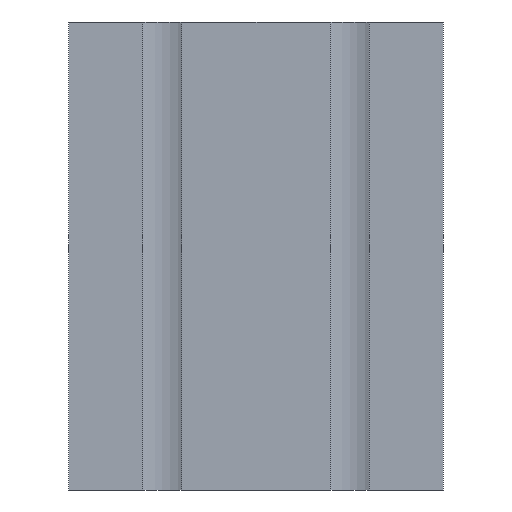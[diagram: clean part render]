
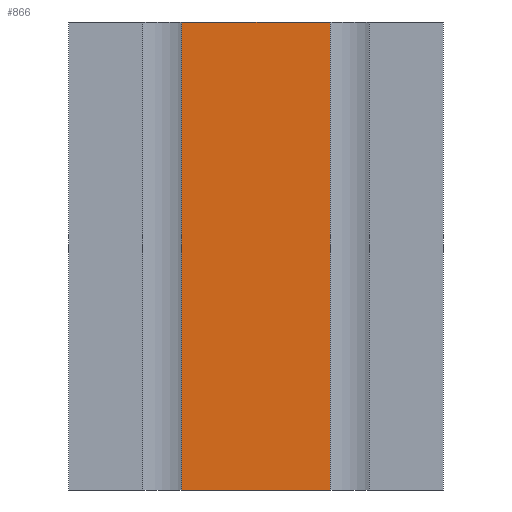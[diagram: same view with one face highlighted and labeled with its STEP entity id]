
A CAD part, front view. The second image highlights one B-rep face of the part: STEP entity #866.
In plain terms, the highlighted planar face has unit normal (0, -1, 0).
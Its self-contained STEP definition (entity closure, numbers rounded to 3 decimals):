
#810=CARTESIAN_POINT('',(59.519,4.335,100.0));
#811=VERTEX_POINT('',#810);
#818=CARTESIAN_POINT('',(59.519,4.335,0.0));
#819=VERTEX_POINT('',#818);
#820=CARTESIAN_POINT('',(59.519,4.335,0.0));
#821=DIRECTION('',(0.0,0.0,1.0));
#822=VECTOR('',#821,100.0);
#823=LINE('',#820,#822);
#824=EDGE_CURVE('',#819,#811,#823,.T.);
#836=CARTESIAN_POINT('',(59.519,4.335,0.0));
#837=DIRECTION('',(0.0,-1.0,0.0));
#838=DIRECTION('',(0.0,0.0,-1.0));
#839=AXIS2_PLACEMENT_3D('',#836,#837,#838);
#840=PLANE('',#839);
#841=CARTESIAN_POINT('',(27.819,4.335,100.0));
#842=VERTEX_POINT('',#841);
#843=CARTESIAN_POINT('',(59.519,4.335,100.0));
#844=DIRECTION('',(-1.0,0.0,0.0));
#845=VECTOR('',#844,31.7);
#846=LINE('',#843,#845);
#847=EDGE_CURVE('',#811,#842,#846,.T.);
#848=ORIENTED_EDGE('',*,*,#847,.T.);
#849=CARTESIAN_POINT('',(27.819,4.335,0.0));
#850=VERTEX_POINT('',#849);
#851=CARTESIAN_POINT('',(27.819,4.335,0.0));
#852=DIRECTION('',(0.0,0.0,1.0));
#853=VECTOR('',#852,100.0);
#854=LINE('',#851,#853);
#855=EDGE_CURVE('',#850,#842,#854,.T.);
#856=ORIENTED_EDGE('',*,*,#855,.F.);
#857=CARTESIAN_POINT('',(27.819,4.335,0.0));
#858=DIRECTION('',(1.0,0.0,0.0));
#859=VECTOR('',#858,31.7);
#860=LINE('',#857,#859);
#861=EDGE_CURVE('',#850,#819,#860,.T.);
#862=ORIENTED_EDGE('',*,*,#861,.T.);
#863=ORIENTED_EDGE('',*,*,#824,.T.);
#864=EDGE_LOOP('',(#848,#856,#862,#863));
#865=FACE_OUTER_BOUND('',#864,.T.);
#866=ADVANCED_FACE('',(#865),#840,.T.);
